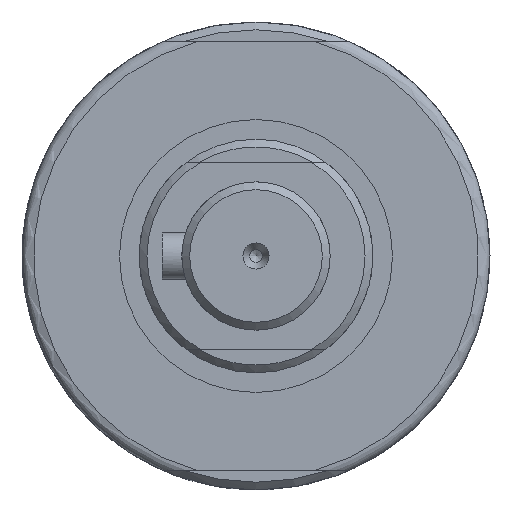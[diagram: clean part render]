
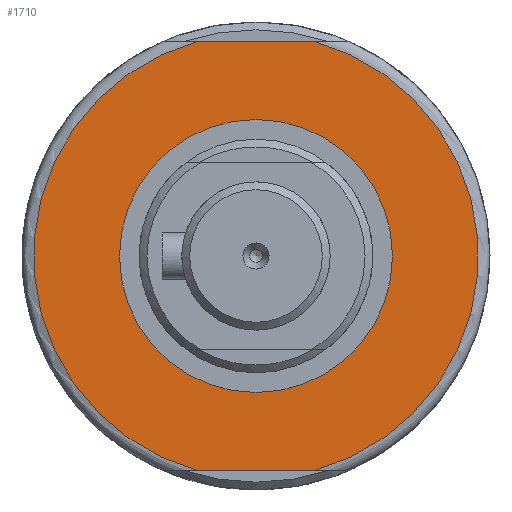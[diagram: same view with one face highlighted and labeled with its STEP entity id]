
A CAD part, left-side view. The second image highlights one B-rep face of the part: STEP entity #1710.
In plain terms, the highlighted planar face has unit normal (-1, 0, 0).
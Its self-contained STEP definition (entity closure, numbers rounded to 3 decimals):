
#1365=CARTESIAN_POINT('',(-158.,7.483,27.5));
#1366=VERTEX_POINT('',#1365);
#1392=CARTESIAN_POINT('',(-158.,-7.483,27.5));
#1393=VERTEX_POINT('',#1392);
#1394=CARTESIAN_POINT('',(-158.,-7.483,27.5));
#1395=DIRECTION('',(0.0,1.0,0.0));
#1396=VECTOR('',#1395,14.967);
#1397=LINE('',#1394,#1396);
#1398=EDGE_CURVE('',#1393,#1366,#1397,.T.);
#1505=CARTESIAN_POINT('',(-158.,-7.483,-27.5));
#1506=VERTEX_POINT('',#1505);
#1532=CARTESIAN_POINT('',(-158.,7.483,-27.5));
#1533=VERTEX_POINT('',#1532);
#1534=CARTESIAN_POINT('',(-158.,7.483,-27.5));
#1535=DIRECTION('',(0.0,-1.0,0.0));
#1536=VECTOR('',#1535,14.967);
#1537=LINE('',#1534,#1536);
#1538=EDGE_CURVE('',#1533,#1506,#1537,.T.);
#1676=CARTESIAN_POINT('',(-158.,23.,0.));
#1677=DIRECTION('',(-1.0,0.0,0.0));
#1678=DIRECTION('',(0.0,0.0,1.0));
#1679=AXIS2_PLACEMENT_3D('',#1676,#1677,#1678);
#1680=PLANE('',#1679);
#1681=ORIENTED_EDGE('',*,*,#1398,.T.);
#1682=CARTESIAN_POINT('',(-158.,0.,0.));
#1683=DIRECTION('',(1.0,0.0,0.0));
#1684=DIRECTION('',(0.0,1.0,0.0));
#1685=AXIS2_PLACEMENT_3D('',#1682,#1683,#1684);
#1686=CIRCLE('',#1685,28.5);
#1687=EDGE_CURVE('',#1533,#1366,#1686,.T.);
#1688=ORIENTED_EDGE('',*,*,#1687,.F.);
#1689=ORIENTED_EDGE('',*,*,#1538,.T.);
#1690=CARTESIAN_POINT('',(-158.,0.,0.));
#1691=DIRECTION('',(1.0,0.0,0.0));
#1692=DIRECTION('',(0.0,1.0,0.0));
#1693=AXIS2_PLACEMENT_3D('',#1690,#1691,#1692);
#1694=CIRCLE('',#1693,28.5);
#1695=EDGE_CURVE('',#1393,#1506,#1694,.T.);
#1696=ORIENTED_EDGE('',*,*,#1695,.F.);
#1697=EDGE_LOOP('',(#1681,#1688,#1689,#1696));
#1698=FACE_OUTER_BOUND('',#1697,.T.);
#1699=CARTESIAN_POINT('',(-158.,17.5,0.));
#1700=VERTEX_POINT('',#1699);
#1701=CARTESIAN_POINT('',(-158.,0.,0.));
#1702=DIRECTION('',(1.0,0.0,0.0));
#1703=DIRECTION('',(0.0,1.0,0.0));
#1704=AXIS2_PLACEMENT_3D('',#1701,#1702,#1703);
#1705=CIRCLE('',#1704,17.5);
#1706=EDGE_CURVE('',#1700,#1700,#1705,.T.);
#1707=ORIENTED_EDGE('',*,*,#1706,.T.);
#1708=EDGE_LOOP('',(#1707));
#1709=FACE_BOUND('',#1708,.T.);
#1710=ADVANCED_FACE('',(#1698,#1709),#1680,.T.);
